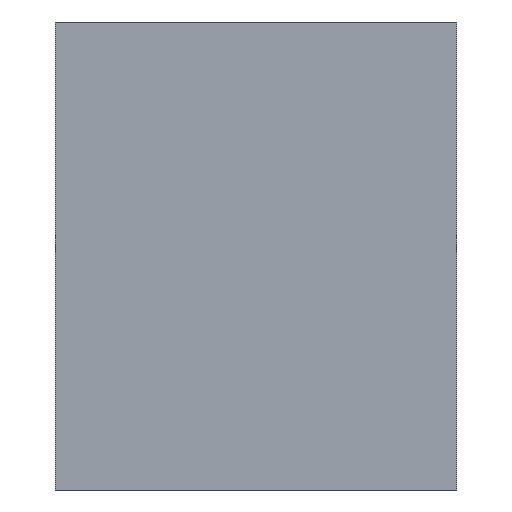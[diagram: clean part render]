
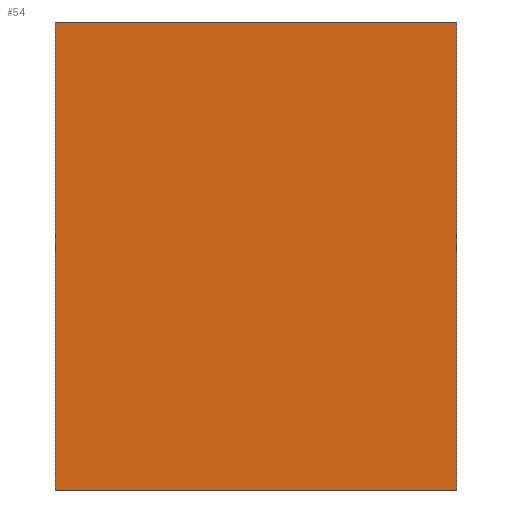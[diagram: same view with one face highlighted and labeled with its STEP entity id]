
A CAD part, left-side view. The second image highlights one B-rep face of the part: STEP entity #54.
In plain terms, the highlighted planar face has unit normal (-1, 0, 0).
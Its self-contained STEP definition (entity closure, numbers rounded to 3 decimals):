
#54=ADVANCED_FACE('',(#65),#66,.F.);
#65=FACE_OUTER_BOUND('',#78,.T.);
#66=PLANE('',#79);
#78=EDGE_LOOP('',(#106,#107,#108,#109));
#79=AXIS2_PLACEMENT_3D('',#110,#111,#112);
#106=ORIENTED_EDGE('',*,*,#138,.T.);
#107=ORIENTED_EDGE('',*,*,#134,.F.);
#108=ORIENTED_EDGE('',*,*,#136,.F.);
#109=ORIENTED_EDGE('',*,*,#130,.F.);
#110=CARTESIAN_POINT('',(120.745,185.186,35.0));
#111=DIRECTION('',(1.0,0.0,0.0));
#112=DIRECTION('',(0.0,0.0,-1.0));
#130=EDGE_CURVE('',#143,#145,#146,.T.);
#134=EDGE_CURVE('',#151,#153,#154,.T.);
#136=EDGE_CURVE('',#145,#151,#156,.T.);
#138=EDGE_CURVE('',#143,#153,#158,.T.);
#143=VERTEX_POINT('',#164);
#145=VERTEX_POINT('',#167);
#146=LINE('',#168,#169);
#151=VERTEX_POINT('',#176);
#153=VERTEX_POINT('',#179);
#154=LINE('',#180,#181);
#156=LINE('',#184,#185);
#158=LINE('',#188,#189);
#164=CARTESIAN_POINT('',(120.745,215.186,70.0));
#167=CARTESIAN_POINT('',(120.745,155.186,70.0));
#168=CARTESIAN_POINT('',(120.745,185.186,70.0));
#169=VECTOR('',#194,1.0);
#176=CARTESIAN_POINT('',(120.745,155.186,0.0));
#179=CARTESIAN_POINT('',(120.745,215.186,0.0));
#180=CARTESIAN_POINT('',(120.745,185.186,0.0));
#181=VECTOR('',#198,1.0);
#184=CARTESIAN_POINT('',(120.745,155.186,35.0));
#185=VECTOR('',#200,1.0);
#188=CARTESIAN_POINT('',(120.745,215.186,35.0));
#189=VECTOR('',#202,1.0);
#194=DIRECTION('',(0.0,-1.0,0.0));
#198=DIRECTION('',(0.0,1.0,0.0));
#200=DIRECTION('',(0.0,0.0,-1.0));
#202=DIRECTION('',(0.0,0.0,-1.0));
